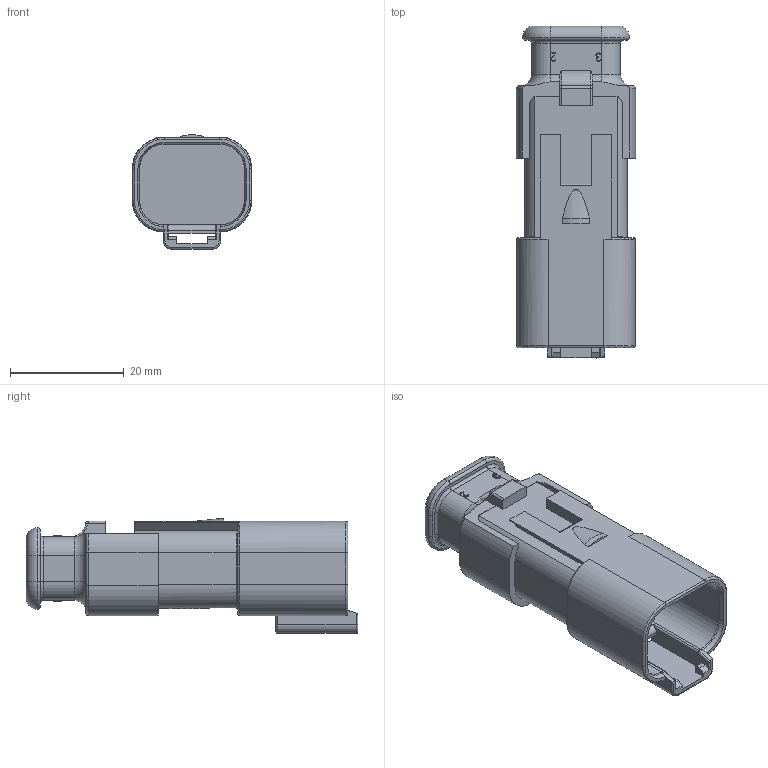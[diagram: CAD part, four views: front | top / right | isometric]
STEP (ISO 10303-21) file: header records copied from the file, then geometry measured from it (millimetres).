
FILE_DESCRIPTION((''),'2;1');
FILE_NAME('26-54223-04P','2014-07-01T',('Orion.Li'),(''),'PRO/ENGINEER BY PARAMETRIC TECHNOLOGY CORPORATION, 2013230','PRO/ENGINEER BY PARAMETRIC TECHNOLOGY CORPORATION, 2013230','');
FILE_SCHEMA(('CONFIG_CONTROL_DESIGN'));
Length unit declared in the file: millimetre
Products named in the file (1): 26-54223-04P
Bounding box: 20.95 x 58.3 x 20.13 mm (x, y, z)
Volume: 9865.7 mm3; surface area: 8026.6 mm2
Topology: 1 solids, 3 shells, 951 faces, 2543 edges, 1646 vertices
Faces by surface type: plane 642, cylinder 128, torus 80, extrusion 66, cone 21, bspline 12, sphere 2
Entity records: 30181 total; most frequent: CARTESIAN_POINT 6471, ORIENTED_EDGE 5086, DIRECTION 4564, EDGE_CURVE 2543, VECTOR 2020, LINE 1954, VERTEX_POINT 1646, AXIS2_PLACEMENT_3D 1272
